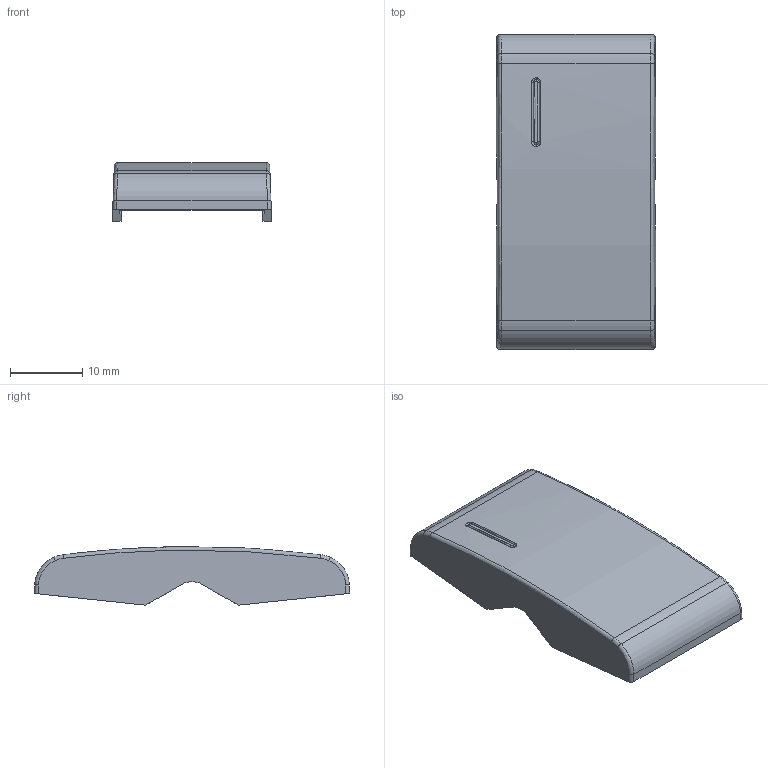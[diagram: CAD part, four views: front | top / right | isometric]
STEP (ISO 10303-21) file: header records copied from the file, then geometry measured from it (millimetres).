
FILE_DESCRIPTION(('CATIA V5 STEP Exchange','CAx-IF Rec.Pracs.--- Model Styling and Organization---1.4--- 2014-01-23'),'2;1');
FILE_NAME('GW10731 - GW10732.stp','2024-02-06T12:46:43+00:00',('none'),('none'),'CATIA Version 5-6 Release 2019 SP6','CATIA V5 STEP AP214 v1','none');
FILE_SCHEMA(('AUTOMOTIVE_DESIGN { 1 0 10303 214 1 1 1 1 }'));
Length unit declared in the file: millimetre
Products named in the file (1): GW10731 - GW10732
Bounding box: 21.99 x 43.5 x 8.05 mm (x, y, z)
Volume: 1907.2 mm3; surface area: 3227.1 mm2
Topology: 2 solids, 2 shells, 133 faces, 369 edges, 240 vertices
Faces by surface type: plane 67, cylinder 35, bspline 24, extrusion 5, torus 2
Entity records: 5273 total; most frequent: CARTESIAN_POINT 2144, ORIENTED_EDGE 738, DIRECTION 400, EDGE_CURVE 369, VERTEX_POINT 240, VECTOR 205, LINE 200, EDGE_LOOP 135
